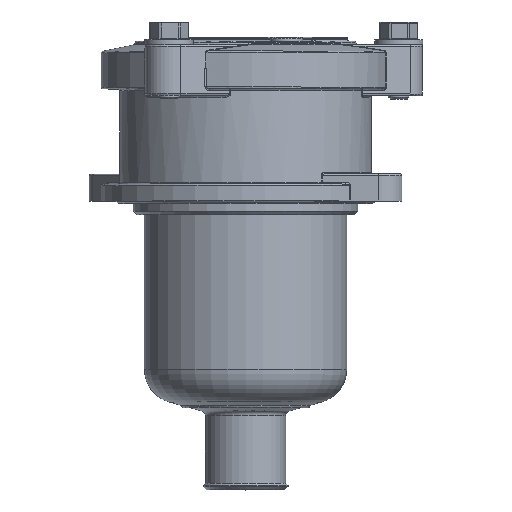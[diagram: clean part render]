
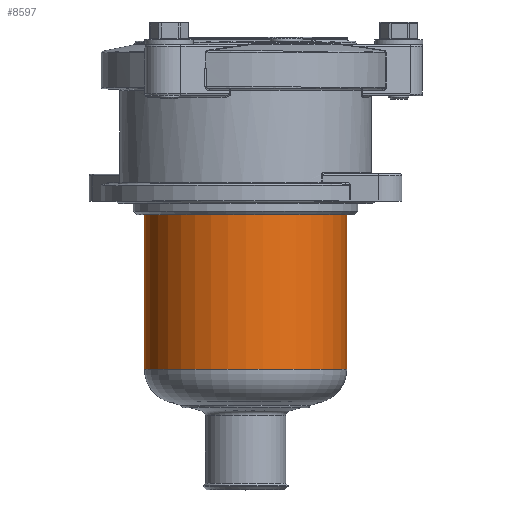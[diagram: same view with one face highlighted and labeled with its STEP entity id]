
A CAD part, top view. The second image highlights one B-rep face of the part: STEP entity #8597.
In plain terms, the highlighted cylindrical face has radius 29.75 mm (diameter 59.5 mm), a full revolution.
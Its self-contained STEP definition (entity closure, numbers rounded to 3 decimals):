
#1621=CYLINDRICAL_SURFACE('',#9281,29.75);
#1880=ORIENTED_EDGE('',*,*,#4422,.T.);
#1881=ORIENTED_EDGE('',*,*,#4421,.F.);
#4421=EDGE_CURVE('',#5696,#5696,#6459,.T.);
#4422=EDGE_CURVE('',#5697,#5697,#6460,.T.);
#5696=VERTEX_POINT('',#12989);
#5697=VERTEX_POINT('',#12992);
#6459=CIRCLE('',#9280,29.75);
#6460=CIRCLE('',#9282,29.75);
#6941=EDGE_LOOP('',(#1880));
#6942=EDGE_LOOP('',(#1881));
#7721=FACE_BOUND('',#6941,.T.);
#7722=FACE_BOUND('',#6942,.T.);
#8597=ADVANCED_FACE('',(#7721,#7722),#1621,.T.);
#9280=AXIS2_PLACEMENT_3D('',#12988,#10371,#10372);
#9281=AXIS2_PLACEMENT_3D('',#12990,#10373,#10374);
#9282=AXIS2_PLACEMENT_3D('',#12991,#10375,#10376);
#10371=DIRECTION('',(0.,-1.,0.));
#10372=DIRECTION('',(0.,0.,-1.));
#10373=DIRECTION('',(0.,-1.,0.));
#10374=DIRECTION('',(0.,0.,-1.));
#10375=DIRECTION('',(0.,-1.,0.));
#10376=DIRECTION('',(0.,0.,-1.));
#12988=CARTESIAN_POINT('',(0.,35.477,0.));
#12989=CARTESIAN_POINT('',(0.,35.477,-29.75));
#12990=CARTESIAN_POINT('',(0.,0.,0.));
#12991=CARTESIAN_POINT('',(0.,92.,0.));
#12992=CARTESIAN_POINT('',(0.,92.,-29.75));
